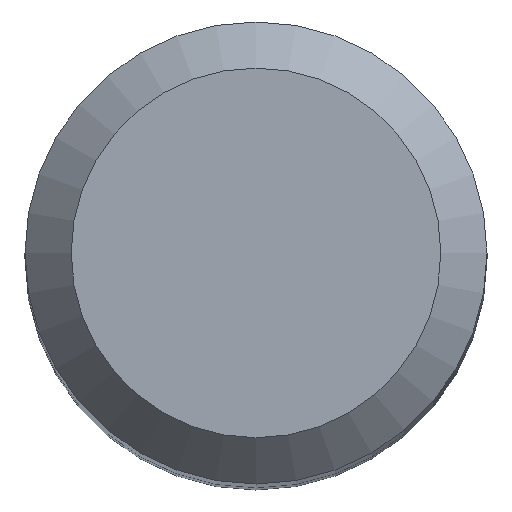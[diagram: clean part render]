
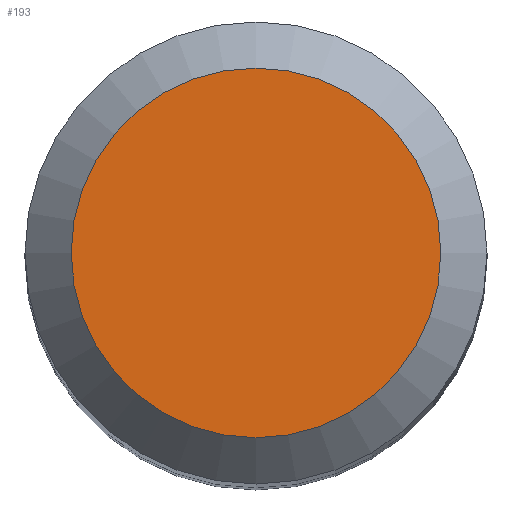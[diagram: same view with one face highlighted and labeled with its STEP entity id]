
A CAD part, top view. The second image highlights one B-rep face of the part: STEP entity #193.
In plain terms, the highlighted planar face has unit normal (0, 0, 1).
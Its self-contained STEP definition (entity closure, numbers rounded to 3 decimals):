
#6 = ORIENTED_EDGE ( 'NONE', *, *, #15, .F. ) ;
#15 = EDGE_CURVE ( 'NONE', #196, #196, #139, .T. ) ;
#40 = CARTESIAN_POINT ( 'NONE',  ( 0., 3.2, 60. ) ) ;
#41 = DIRECTION ( 'NONE',  ( 0., 0., -1. ) ) ;
#46 = CARTESIAN_POINT ( 'NONE',  ( 0., 0., 60. ) ) ;
#83 = AXIS2_PLACEMENT_3D ( 'NONE', #103, #152, #89 ) ;
#89 = DIRECTION ( 'NONE',  ( 0., 1., 0. ) ) ;
#103 = CARTESIAN_POINT ( 'NONE',  ( 0., 0., 60. ) ) ;
#113 = FACE_OUTER_BOUND ( 'NONE', #176, .T. ) ;
#134 = DIRECTION ( 'NONE',  ( 0., 1., 0. ) ) ;
#139 = CIRCLE ( 'NONE', #153, 3.2 ) ;
#151 = PLANE ( 'NONE',  #83 ) ;
#152 = DIRECTION ( 'NONE',  ( 0., 0., -1. ) ) ;
#153 = AXIS2_PLACEMENT_3D ( 'NONE', #46, #41, #134 ) ;
#176 = EDGE_LOOP ( 'NONE', ( #6 ) ) ;
#193 = ADVANCED_FACE ( 'NONE', ( #113 ), #151, .F. ) ;
#196 = VERTEX_POINT ( 'NONE', #40 ) ;
